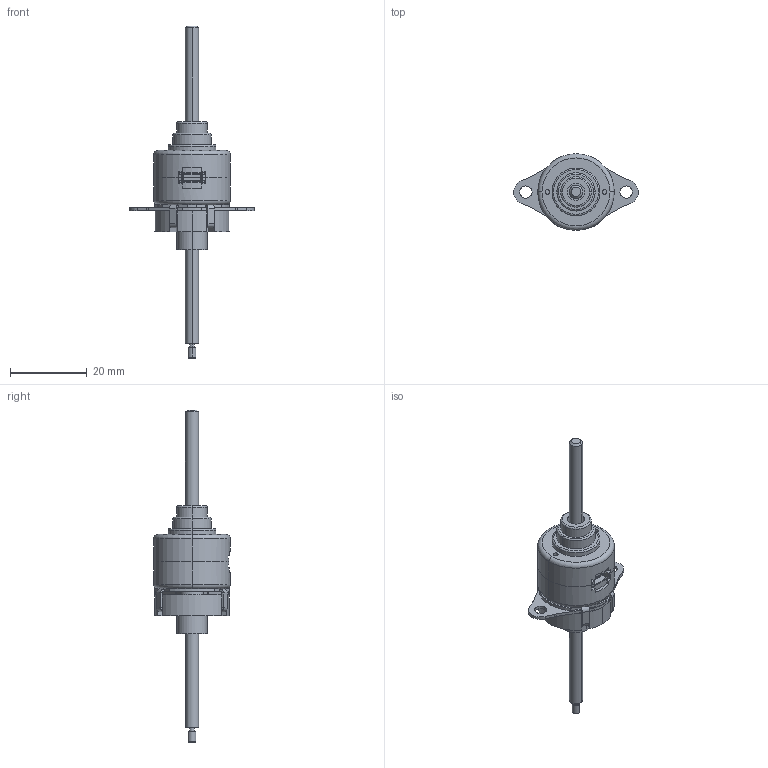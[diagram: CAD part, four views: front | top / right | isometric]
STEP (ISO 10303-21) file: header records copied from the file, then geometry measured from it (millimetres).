
FILE_DESCRIPTION (( 'STEP AP203' ), '1' );
FILE_NAME ('20LN024M8-01401.STEP', '2017-11-21T05:06:34', ( '' ), ( '' ), 'SwSTEP 2.0', 'SolidWorks 2012', '' );
FILE_SCHEMA (( 'CONFIG_CONTROL_DESIGN' ));
Length unit declared in the file: millimetre
Products named in the file (1): 20LN024M8-01401
Bounding box: 32.6 x 20 x 86.8 mm (x, y, z)
Surface area: 5694.7 mm2 (no closed solid volume)
Topology: 0 solids, 14 shells, 216 faces, 683 edges, 471 vertices
Faces by surface type: plane 113, cylinder 85, torus 14, cone 4
Entity records: 7602 total; most frequent: DIRECTION 1390, CARTESIAN_POINT 1371, ORIENTED_EDGE 1090, EDGE_CURVE 683, AXIS2_PLACEMENT_3D 490, VERTEX_POINT 471, LINE 410, VECTOR 410
